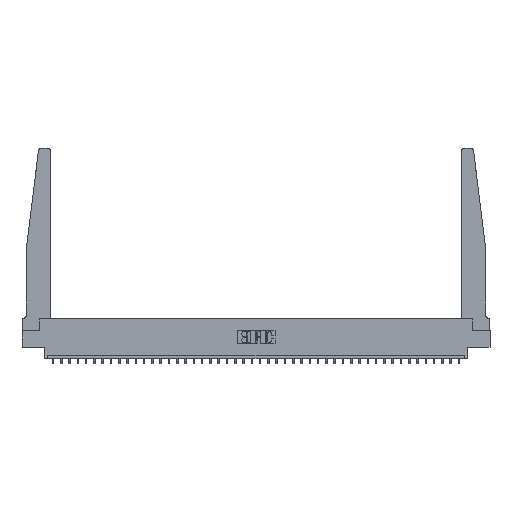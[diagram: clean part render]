
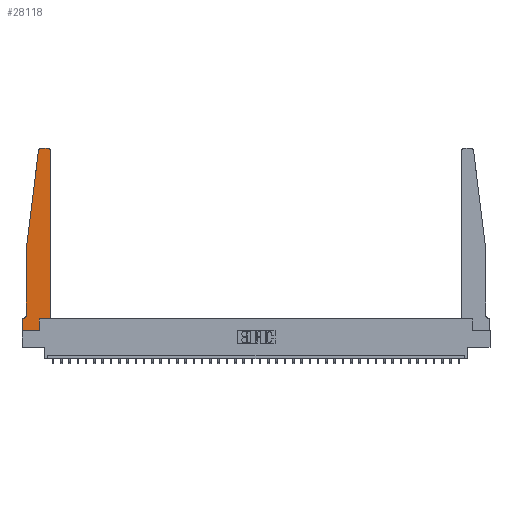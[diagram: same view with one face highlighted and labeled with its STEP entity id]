
A CAD part, top view. The second image highlights one B-rep face of the part: STEP entity #28118.
In plain terms, the highlighted planar face has unit normal (0, 0, 1).
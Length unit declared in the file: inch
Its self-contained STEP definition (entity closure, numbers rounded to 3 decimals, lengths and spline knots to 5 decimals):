
#1059 = CARTESIAN_POINT ( 'NONE',  ( 0., 0.1875, 0.37 ) ) ;
#1884 = CIRCLE ( 'NONE', #9328, 0.05 ) ;
#2030 = DIRECTION ( 'NONE',  ( 1., 0., 0. ) ) ;
#2042 = EDGE_CURVE ( 'NONE', #23058, #19377, #22810, .T. ) ;
#2753 = DIRECTION ( 'NONE',  ( -0.122, -0.992, 0. ) ) ;
#3139 = ORIENTED_EDGE ( 'NONE', *, *, #24689, .T. ) ;
#3899 = CARTESIAN_POINT ( 'NONE',  ( 0.065, 1.25, 0.37 ) ) ;
#4809 = CARTESIAN_POINT ( 'NONE',  ( 0.24675, 2.72367, 0.37 ) ) ;
#5257 = VECTOR ( 'NONE', #9619, 39.37008 ) ;
#5311 = VERTEX_POINT ( 'NONE', #24176 ) ;
#5340 = DIRECTION ( 'NONE',  ( -1., 0., 0. ) ) ;
#5415 = CIRCLE ( 'NONE', #11703, 0.03 ) ;
#5899 = CIRCLE ( 'NONE', #11605, 0.03 ) ;
#6355 = CARTESIAN_POINT ( 'NONE',  ( 0.2605, 0.18, 0.37 ) ) ;
#6577 = VERTEX_POINT ( 'NONE', #10910 ) ;
#6929 = VERTEX_POINT ( 'NONE', #4809 ) ;
#7235 = LINE ( 'NONE', #34223, #29450 ) ;
#8033 = CARTESIAN_POINT ( 'NONE',  ( 0.015, 0.2375, 0.37 ) ) ;
#8522 = DIRECTION ( 'NONE',  ( 0., 0., 1. ) ) ;
#9328 = AXIS2_PLACEMENT_3D ( 'NONE', #8033, #18972, #5340 ) ;
#9619 = DIRECTION ( 'NONE',  ( -1., 0., 0. ) ) ;
#10240 = EDGE_CURVE ( 'NONE', #6929, #20473, #24605, .T. ) ;
#10428 = CARTESIAN_POINT ( 'NONE',  ( 0.27653, 2.75, 0.37 ) ) ;
#10675 = CARTESIAN_POINT ( 'NONE',  ( 0.395, 2.72, 0.37 ) ) ;
#10910 = CARTESIAN_POINT ( 'NONE',  ( 0., 0., 0.37 ) ) ;
#11147 = ORIENTED_EDGE ( 'NONE', *, *, #26602, .T. ) ;
#11605 = AXIS2_PLACEMENT_3D ( 'NONE', #10675, #16079, #35176 ) ;
#11637 = VECTOR ( 'NONE', #32561, 39.37008 ) ;
#11703 = AXIS2_PLACEMENT_3D ( 'NONE', #13616, #19179, #17384 ) ;
#12189 = ORIENTED_EDGE ( 'NONE', *, *, #12627, .T. ) ;
#12231 = CARTESIAN_POINT ( 'NONE',  ( 0.065, 0.1875, 0.37 ) ) ;
#12395 = EDGE_CURVE ( 'NONE', #21459, #6929, #5415, .T. ) ;
#12627 = EDGE_CURVE ( 'NONE', #29861, #24838, #5899, .T. ) ;
#12905 = DIRECTION ( 'NONE',  ( 0., 1., 0. ) ) ;
#13548 = EDGE_LOOP ( 'NONE', ( #11147, #13782, #28368, #32444, #20940, #34010, #28953, #23914, #33206, #34002, #3139, #12189 ) ) ;
#13616 = CARTESIAN_POINT ( 'NONE',  ( 0.27653, 2.72, 0.37 ) ) ;
#13782 = ORIENTED_EDGE ( 'NONE', *, *, #12395, .T. ) ;
#13890 = FACE_OUTER_BOUND ( 'NONE', #13548, .T. ) ;
#13941 = CARTESIAN_POINT ( 'NONE',  ( 0.065, 0.2375, 0.37 ) ) ;
#15076 = AXIS2_PLACEMENT_3D ( 'NONE', #33002, #8522, #21951 ) ;
#15695 = CARTESIAN_POINT ( 'NONE',  ( 0., 0., 0.37 ) ) ;
#15956 = CARTESIAN_POINT ( 'NONE',  ( 0.425, 0.18, 0.37 ) ) ;
#16079 = DIRECTION ( 'NONE',  ( 0., 0., 1. ) ) ;
#16396 = CARTESIAN_POINT ( 'NONE',  ( 0.065, 1.25, 0.37 ) ) ;
#16616 = VECTOR ( 'NONE', #12905, 39.37008 ) ;
#16881 = LINE ( 'NONE', #21521, #11637 ) ;
#17384 = DIRECTION ( 'NONE',  ( 1., 0., 0. ) ) ;
#17387 = EDGE_CURVE ( 'NONE', #22459, #5311, #7235, .T. ) ;
#17692 = LINE ( 'NONE', #22696, #5257 ) ;
#18012 = CARTESIAN_POINT ( 'NONE',  ( 0.425, 2.72, 0.37 ) ) ;
#18045 = LINE ( 'NONE', #15695, #25135 ) ;
#18474 = LINE ( 'NONE', #15956, #16616 ) ;
#18776 = DIRECTION ( 'NONE',  ( 0., 1., 0. ) ) ;
#18972 = DIRECTION ( 'NONE',  ( 0., 0., -1. ) ) ;
#19175 = CARTESIAN_POINT ( 'NONE',  ( 0.395, 2.75, 0.37 ) ) ;
#19179 = DIRECTION ( 'NONE',  ( 0., 0., 1. ) ) ;
#19377 = VERTEX_POINT ( 'NONE', #1059 ) ;
#20046 = EDGE_CURVE ( 'NONE', #6577, #28908, #24940, .T. ) ;
#20473 = VERTEX_POINT ( 'NONE', #3899 ) ;
#20940 = ORIENTED_EDGE ( 'NONE', *, *, #27635, .T. ) ;
#21459 = VERTEX_POINT ( 'NONE', #10428 ) ;
#21521 = CARTESIAN_POINT ( 'NONE',  ( 0.065, 1.25, 0.37 ) ) ;
#21951 = DIRECTION ( 'NONE',  ( 1., 0., 0. ) ) ;
#22459 = VERTEX_POINT ( 'NONE', #6355 ) ;
#22696 = CARTESIAN_POINT ( 'NONE',  ( 0.25, 2.75, 0.37 ) ) ;
#22810 = LINE ( 'NONE', #12231, #34842 ) ;
#23058 = VERTEX_POINT ( 'NONE', #31846 ) ;
#23091 = CARTESIAN_POINT ( 'NONE',  ( 0.2605, 0., 0.37 ) ) ;
#23791 = CARTESIAN_POINT ( 'NONE',  ( 0.2605, 0.18, 0.37 ) ) ;
#23914 = ORIENTED_EDGE ( 'NONE', *, *, #20046, .T. ) ;
#24176 = CARTESIAN_POINT ( 'NONE',  ( 0.425, 0.18, 0.37 ) ) ;
#24605 = LINE ( 'NONE', #16396, #29191 ) ;
#24689 = EDGE_CURVE ( 'NONE', #5311, #29861, #18474, .T. ) ;
#24838 = VERTEX_POINT ( 'NONE', #19175 ) ;
#24940 = LINE ( 'NONE', #29643, #31777 ) ;
#24986 = PLANE ( 'NONE',  #15076 ) ;
#25135 = VECTOR ( 'NONE', #32287, 39.37008 ) ;
#25453 = EDGE_CURVE ( 'NONE', #19377, #6577, #18045, .T. ) ;
#25842 = DIRECTION ( 'NONE',  ( -1., 0., 0. ) ) ;
#26602 = EDGE_CURVE ( 'NONE', #24838, #21459, #17692, .T. ) ;
#27325 = LINE ( 'NONE', #23791, #29497 ) ;
#27635 = EDGE_CURVE ( 'NONE', #32177, #23058, #1884, .T. ) ;
#28118 = ADVANCED_FACE ( 'NONE', ( #13890 ), #24986, .T. ) ;
#28368 = ORIENTED_EDGE ( 'NONE', *, *, #10240, .T. ) ;
#28908 = VERTEX_POINT ( 'NONE', #23091 ) ;
#28953 = ORIENTED_EDGE ( 'NONE', *, *, #25453, .T. ) ;
#29191 = VECTOR ( 'NONE', #2753, 39.37008 ) ;
#29450 = VECTOR ( 'NONE', #2030, 39.37008 ) ;
#29497 = VECTOR ( 'NONE', #18776, 39.37008 ) ;
#29643 = CARTESIAN_POINT ( 'NONE',  ( 0., 0., 0.37 ) ) ;
#29861 = VERTEX_POINT ( 'NONE', #18012 ) ;
#30428 = EDGE_CURVE ( 'NONE', #20473, #32177, #16881, .T. ) ;
#31777 = VECTOR ( 'NONE', #33135, 39.37008 ) ;
#31846 = CARTESIAN_POINT ( 'NONE',  ( 0.015, 0.1875, 0.37 ) ) ;
#32177 = VERTEX_POINT ( 'NONE', #13941 ) ;
#32287 = DIRECTION ( 'NONE',  ( 0., -1., 0. ) ) ;
#32444 = ORIENTED_EDGE ( 'NONE', *, *, #30428, .T. ) ;
#32561 = DIRECTION ( 'NONE',  ( 0., -1., 0. ) ) ;
#32717 = EDGE_CURVE ( 'NONE', #28908, #22459, #27325, .T. ) ;
#33002 = CARTESIAN_POINT ( 'NONE',  ( 0., 0.1875, 0.37 ) ) ;
#33135 = DIRECTION ( 'NONE',  ( 1., 0., 0. ) ) ;
#33206 = ORIENTED_EDGE ( 'NONE', *, *, #32717, .T. ) ;
#34002 = ORIENTED_EDGE ( 'NONE', *, *, #17387, .T. ) ;
#34010 = ORIENTED_EDGE ( 'NONE', *, *, #2042, .T. ) ;
#34223 = CARTESIAN_POINT ( 'NONE',  ( 0.425, 0.18, 0.37 ) ) ;
#34842 = VECTOR ( 'NONE', #25842, 39.37008 ) ;
#35176 = DIRECTION ( 'NONE',  ( 1., 0., 0. ) ) ;
